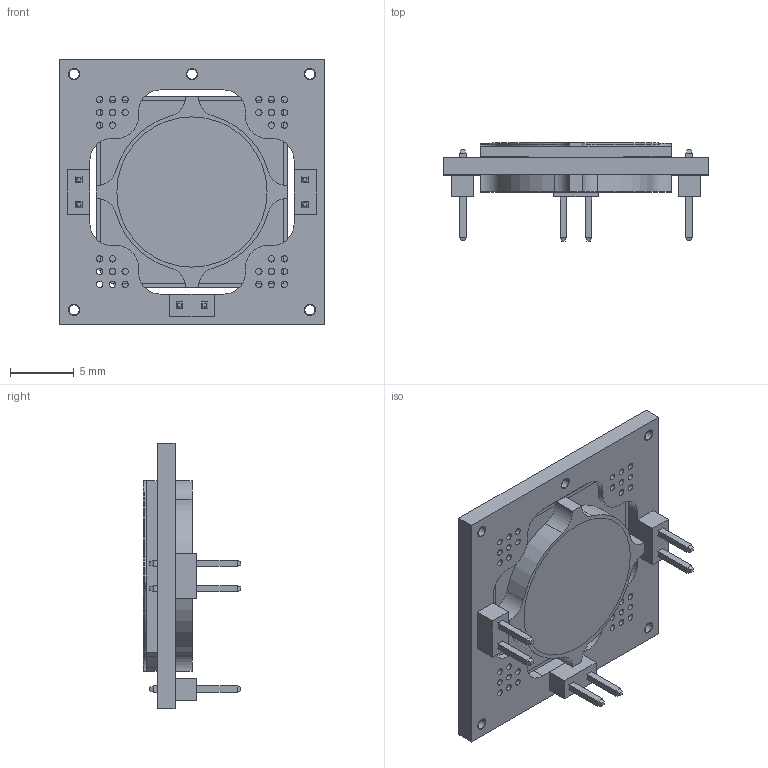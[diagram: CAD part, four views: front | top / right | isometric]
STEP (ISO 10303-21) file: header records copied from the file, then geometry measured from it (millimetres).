
FILE_DESCRIPTION (( 'STEP AP214' ), '1' );
FILE_NAME ('110-102.STEP', '2020-11-09T12:01:25', ( '' ), ( '' ), 'SwSTEP 2.0', 'SolidWorks 2017', '' );
FILE_SCHEMA (( 'AUTOMOTIVE_DESIGN' ));
Length unit declared in the file: millimetre
Products named in the file (1): 110-102
Bounding box: 20.83 x 7.69 x 20.83 mm (x, y, z)
Volume: 969 mm3; surface area: 2671.2 mm2
Topology: 24 solids, 24 shells, 415 faces, 1047 edges, 682 vertices
Faces by surface type: plane 220, cylinder 195
Entity records: 12988 total; most frequent: DIRECTION 2281, CARTESIAN_POINT 2145, ORIENTED_EDGE 2094, EDGE_CURVE 1047, AXIS2_PLACEMENT_3D 818, VERTEX_POINT 682, LINE 645, VECTOR 645
